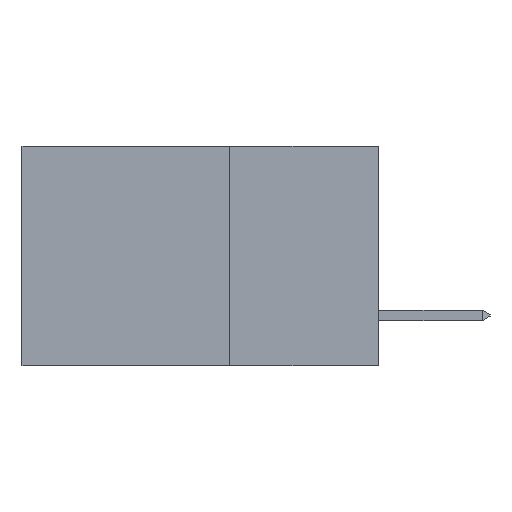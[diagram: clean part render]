
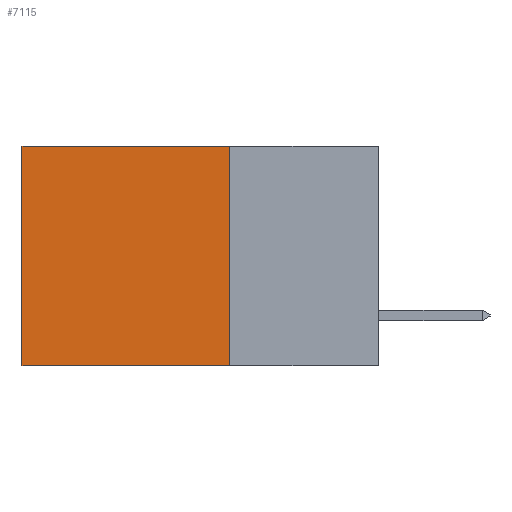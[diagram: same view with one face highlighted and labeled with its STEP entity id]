
A CAD part, left-side view. The second image highlights one B-rep face of the part: STEP entity #7115.
In plain terms, the highlighted planar face has unit normal (-1, 0, 0).
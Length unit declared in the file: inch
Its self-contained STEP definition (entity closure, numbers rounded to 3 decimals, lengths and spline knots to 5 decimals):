
#959 = CARTESIAN_POINT ( 'NONE',  ( 0.2615, 0.6, -0.37 ) ) ;
#1299 = LINE ( 'NONE', #959, #13115 ) ;
#1321 = VERTEX_POINT ( 'NONE', #4386 ) ;
#1765 = EDGE_LOOP ( 'NONE', ( #4838, #9045, #10586, #6126 ) ) ;
#1789 = CARTESIAN_POINT ( 'NONE',  ( 0.2615, 0.25, -0.37 ) ) ;
#2158 = DIRECTION ( 'NONE',  ( 0., 1., 0. ) ) ;
#2312 = CARTESIAN_POINT ( 'NONE',  ( 0.2615, 0.25, -0.37 ) ) ;
#2317 = VERTEX_POINT ( 'NONE', #10481 ) ;
#2565 = VECTOR ( 'NONE', #2158, 39.37008 ) ;
#3102 = DIRECTION ( 'NONE',  ( 0., 0., -1. ) ) ;
#3282 = CARTESIAN_POINT ( 'NONE',  ( 0.2615, 0.25, -0.37 ) ) ;
#3587 = FACE_OUTER_BOUND ( 'NONE', #1765, .T. ) ;
#4386 = CARTESIAN_POINT ( 'NONE',  ( 0.2615, 0.25, -0.37 ) ) ;
#4390 = CARTESIAN_POINT ( 'NONE',  ( 0.2615, 0.25, 0. ) ) ;
#4580 = DIRECTION ( 'NONE',  ( 0., 0., -1. ) ) ;
#4838 = ORIENTED_EDGE ( 'NONE', *, *, #10442, .T. ) ;
#5152 = VERTEX_POINT ( 'NONE', #11560 ) ;
#5441 = AXIS2_PLACEMENT_3D ( 'NONE', #3282, #11684, #4580 ) ;
#6126 = ORIENTED_EDGE ( 'NONE', *, *, #14903, .T. ) ;
#6479 = EDGE_CURVE ( 'NONE', #1321, #11985, #15317, .T. ) ;
#7115 = ADVANCED_FACE ( 'NONE', ( #3587 ), #8037, .F. ) ;
#8037 = PLANE ( 'NONE',  #5441 ) ;
#9045 = ORIENTED_EDGE ( 'NONE', *, *, #6479, .F. ) ;
#9095 = DIRECTION ( 'NONE',  ( 0., 1., 0. ) ) ;
#9857 = VECTOR ( 'NONE', #3102, 39.37008 ) ;
#10442 = EDGE_CURVE ( 'NONE', #5152, #11985, #1299, .T. ) ;
#10481 = CARTESIAN_POINT ( 'NONE',  ( 0.2615, 0.25, 0. ) ) ;
#10586 = ORIENTED_EDGE ( 'NONE', *, *, #10930, .F. ) ;
#10645 = LINE ( 'NONE', #1789, #9857 ) ;
#10930 = EDGE_CURVE ( 'NONE', #2317, #1321, #10645, .T. ) ;
#11035 = LINE ( 'NONE', #4390, #14254 ) ;
#11560 = CARTESIAN_POINT ( 'NONE',  ( 0.2615, 0.6, 0. ) ) ;
#11684 = DIRECTION ( 'NONE',  ( 1., 0., 0. ) ) ;
#11985 = VERTEX_POINT ( 'NONE', #13347 ) ;
#13115 = VECTOR ( 'NONE', #14317, 39.37008 ) ;
#13347 = CARTESIAN_POINT ( 'NONE',  ( 0.2615, 0.6, -0.37 ) ) ;
#14254 = VECTOR ( 'NONE', #9095, 39.37008 ) ;
#14317 = DIRECTION ( 'NONE',  ( 0., 0., -1. ) ) ;
#14903 = EDGE_CURVE ( 'NONE', #2317, #5152, #11035, .T. ) ;
#15317 = LINE ( 'NONE', #2312, #2565 ) ;
